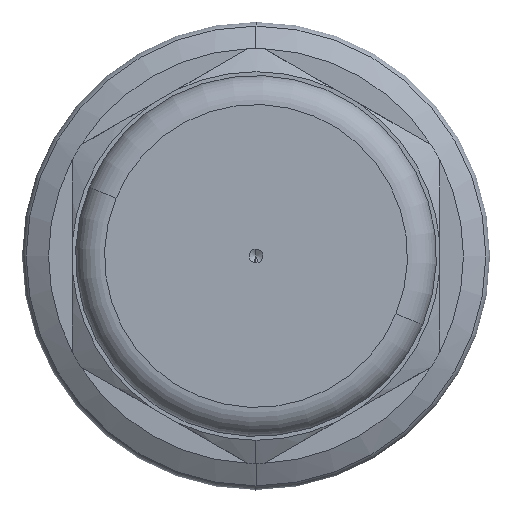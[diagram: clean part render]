
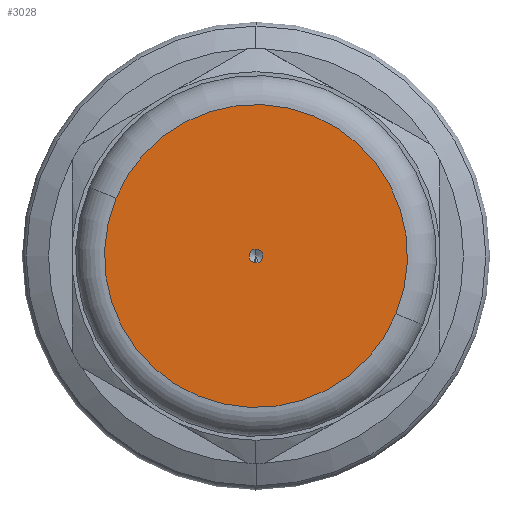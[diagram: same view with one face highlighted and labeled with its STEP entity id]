
A CAD part, left-side view. The second image highlights one B-rep face of the part: STEP entity #3028.
In plain terms, the highlighted planar face has unit normal (-1, 0, 0).
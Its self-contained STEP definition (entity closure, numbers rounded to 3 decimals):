
#2026 = AXIS2_PLACEMENT_3D ( 'NONE', #13000, #13057, #9954 ) ;
#2197 = ORIENTED_EDGE ( 'NONE', *, *, #8455, .F. ) ;
#2639 = DIRECTION ( 'NONE',  ( 1., 0., 0. ) ) ;
#3028 = ADVANCED_FACE ( 'NONE', ( #12393, #8985 ), #16692, .T. ) ;
#3816 = AXIS2_PLACEMENT_3D ( 'NONE', #18160, #9474, #18226 ) ;
#4226 = CIRCLE ( 'NONE', #17299, 0.6 ) ;
#4339 = ORIENTED_EDGE ( 'NONE', *, *, #7372, .F. ) ;
#4648 = DIRECTION ( 'NONE',  ( 0., -0.924, -0.382 ) ) ;
#5037 = DIRECTION ( 'NONE',  ( 1., 0., 0. ) ) ;
#5499 = CARTESIAN_POINT ( 'NONE',  ( -22.1, 0., 0. ) ) ;
#6450 = EDGE_LOOP ( 'NONE', ( #2197, #4339 ) ) ;
#7029 = VERTEX_POINT ( 'NONE', #12320 ) ;
#7198 = ORIENTED_EDGE ( 'NONE', *, *, #16172, .T. ) ;
#7250 = AXIS2_PLACEMENT_3D ( 'NONE', #12368, #5037, #10981 ) ;
#7372 = EDGE_CURVE ( 'NONE', #7672, #7029, #13381, .T. ) ;
#7672 = VERTEX_POINT ( 'NONE', #11462 ) ;
#8441 = CARTESIAN_POINT ( 'NONE',  ( -22.1, 0., 0. ) ) ;
#8455 = EDGE_CURVE ( 'NONE', #7029, #7672, #9265, .T. ) ;
#8676 = VERTEX_POINT ( 'NONE', #11851 ) ;
#8985 = FACE_OUTER_BOUND ( 'NONE', #6450, .T. ) ;
#9225 = AXIS2_PLACEMENT_3D ( 'NONE', #8441, #13128, #4648 ) ;
#9265 = CIRCLE ( 'NONE', #2026, 13.075 ) ;
#9474 = DIRECTION ( 'NONE',  ( -1., 0., 0. ) ) ;
#9954 = DIRECTION ( 'NONE',  ( 0., -0.924, -0.382 ) ) ;
#9988 = EDGE_CURVE ( 'NONE', #8676, #16697, #4226, .T. ) ;
#10981 = DIRECTION ( 'NONE',  ( 0., -0.924, -0.382 ) ) ;
#11462 = CARTESIAN_POINT ( 'NONE',  ( -22.1, 12.084, 4.993 ) ) ;
#11851 = CARTESIAN_POINT ( 'NONE',  ( -22.1, 0.555, 0.229 ) ) ;
#12320 = CARTESIAN_POINT ( 'NONE',  ( -22.1, -12.084, -4.993 ) ) ;
#12368 = CARTESIAN_POINT ( 'NONE',  ( -22.1, 0., 0. ) ) ;
#12393 = FACE_BOUND ( 'NONE', #18195, .T. ) ;
#13000 = CARTESIAN_POINT ( 'NONE',  ( -22.1, 0., 0. ) ) ;
#13057 = DIRECTION ( 'NONE',  ( 1., 0., 0. ) ) ;
#13128 = DIRECTION ( 'NONE',  ( 1., 0., 0. ) ) ;
#13381 = CIRCLE ( 'NONE', #9225, 13.075 ) ;
#14295 = DIRECTION ( 'NONE',  ( 0., -0.924, -0.382 ) ) ;
#16172 = EDGE_CURVE ( 'NONE', #16697, #8676, #16370, .T. ) ;
#16323 = ORIENTED_EDGE ( 'NONE', *, *, #9988, .T. ) ;
#16370 = CIRCLE ( 'NONE', #7250, 0.6 ) ;
#16692 = PLANE ( 'NONE',  #3816 ) ;
#16697 = VERTEX_POINT ( 'NONE', #17728 ) ;
#17299 = AXIS2_PLACEMENT_3D ( 'NONE', #5499, #2639, #14295 ) ;
#17728 = CARTESIAN_POINT ( 'NONE',  ( -22.1, -0.555, -0.229 ) ) ;
#18160 = CARTESIAN_POINT ( 'NONE',  ( -22.1, -0.555, -0.229 ) ) ;
#18195 = EDGE_LOOP ( 'NONE', ( #7198, #16323 ) ) ;
#18226 = DIRECTION ( 'NONE',  ( 0., 0.924, 0.382 ) ) ;
